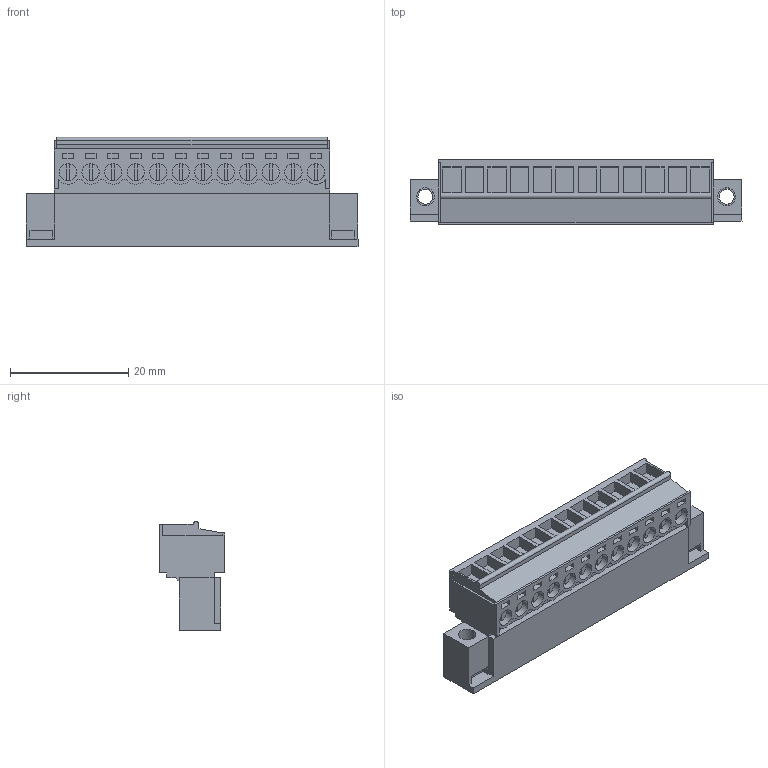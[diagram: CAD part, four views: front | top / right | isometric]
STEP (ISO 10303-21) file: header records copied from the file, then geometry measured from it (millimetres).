
FILE_DESCRIPTION(('CATIA V5 STEP Exchange','CAx-IF Rec.Pracs.--- Model Styling and Organization---1.2---2011-12-15'),'2;1');
FILE_NAME ('D1460708_0', '2018-05-10T14:09:45+00:00', ('none'), ('Weidmueller'), 'CATIA Version 5-6 Release 2014', 'CATIA V5 STEP AP214', 'none');
FILE_SCHEMA(('AUTOMOTIVE_DESIGN { 1 0 10303 214 1 1 1 1 }'));
Length unit declared in the file: millimetre
Products named in the file (1): 1971020000
Bounding box: 56.11 x 11.1 x 18.45 mm (x, y, z)
Volume: 5602.4 mm3; surface area: 7302 mm2
Topology: 27 solids, 27 shells, 779 faces, 2009 edges, 1344 vertices
Faces by surface type: plane 670, cylinder 109
Entity records: 21482 total; most frequent: CARTESIAN_POINT 4052, ORIENTED_EDGE 4018, DIRECTION 2727, EDGE_CURVE 2009, VECTOR 1671, LINE 1671, VERTEX_POINT 1344, EDGE_LOOP 851
